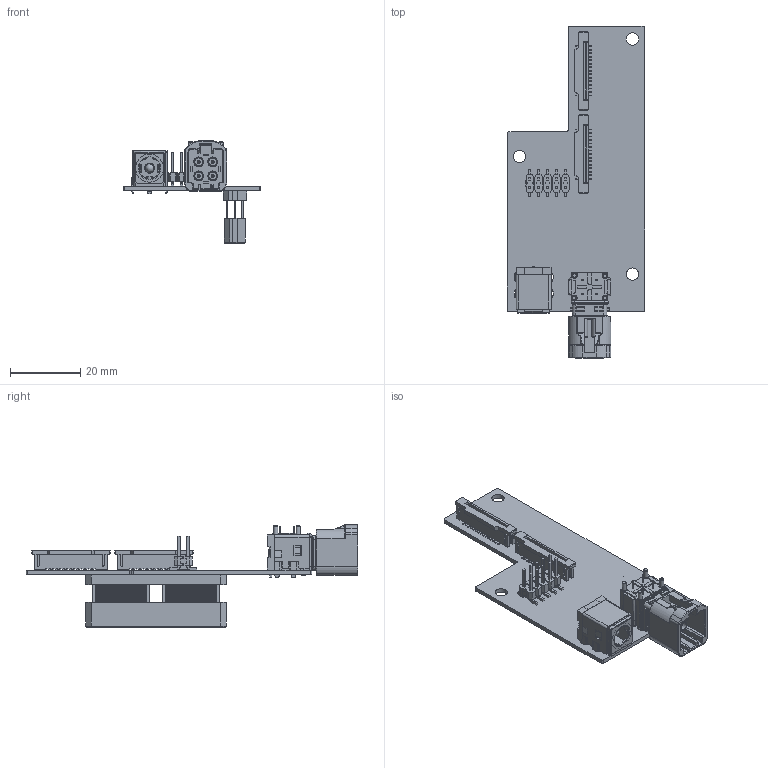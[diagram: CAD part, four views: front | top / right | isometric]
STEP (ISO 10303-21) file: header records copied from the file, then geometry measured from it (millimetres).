
FILE_DESCRIPTION(/* description */ (''),/* implementation_level */ '2;1');
FILE_NAME(/* name */ 'Capture card GMSL.step',/* time_stamp */ '2023-04-19T10:15:10+02:00',/* author */ (''),/* organization */ (''),/* preprocessor_version */ 'ST-DEVELOPER v19.2',/* originating_system */ 'Autodesk Translation Framework v12.4.0.73',/* authorisation */ '');
FILE_SCHEMA (('AUTOMOTIVE_DESIGN { 1 0 10303 214 3 1 1 }'));
Products named in the file (27): Capture card GMSL; E3653_A03_ALLEGRO_PCB; CUI_DEVICES_PJ-082BH_ASM; CUI_DEVICES_PJ-082BH_1_ASM; PJ-082BH3-2-1-SOLID1; PJ-082BH8-2-1-SOLID1; PJ-082BH1-2-1-SOLID1; PJ-082BH2-2-1-SOLID1; PJ-082BH10-2-1-SOLID1; PJ-082BH11-2-1-SOLID1; PJ-082BH6-2-1-SOLID1; PJ-082BH7-2-1-SOLID1; PJ-082BH5-2-1-SOLID1; PJ-082BH12-2-1-SOLID1; PJ-082BH9-2-1-SOLID1; PJ-082BH4-2-1-SOLID1; C-1-1734248-5-E-3D; TSM-105-01-T-DV_ASM; TSM-105-01-T-DV_1_ASM; T-1S6-16_-01-5-DV_; TSM-105-01-DV_BODY; C-1-2304168-9-B-3D; QTH-060-04-H-D-A-TR; LTQTH-060-04-H-D-A_lower_terminal; T-1G1-04_imp; T-1S60-04(-060-04-D)_pin; TQTH-060-04-H-D-A-TR_terminal
Assembly tree (29 placements, depth 4):
  Capture card GMSL
    E3653_A03_ALLEGRO_PCB
    CUI_DEVICES_PJ-082BH_ASM
      CUI_DEVICES_PJ-082BH_1_ASM
        PJ-082BH3-2-1-SOLID1
        PJ-082BH8-2-1-SOLID1
        PJ-082BH1-2-1-SOLID1
        PJ-082BH2-2-1-SOLID1
        PJ-082BH10-2-1-SOLID1
        PJ-082BH11-2-1-SOLID1
        PJ-082BH6-2-1-SOLID1
        PJ-082BH7-2-1-SOLID1
        PJ-082BH5-2-1-SOLID1
        PJ-082BH12-2-1-SOLID1
        PJ-082BH9-2-1-SOLID1
        PJ-082BH4-2-1-SOLID1
    C-1-1734248-5-E-3D  x2
    TSM-105-01-T-DV_ASM
      TSM-105-01-T-DV_1_ASM
        T-1S6-16_-01-5-DV_
        TSM-105-01-DV_BODY
    C-1-2304168-9-B-3D
    QTH-060-04-H-D-A-TR
      LTQTH-060-04-H-D-A_lower_terminal
      T-1G1-04_imp  x2
      T-1S60-04(-060-04-D)_pin  x2
      TQTH-060-04-H-D-A-TR_terminal
Bounding box: 39.2 x 94.62 x 29.09 mm (x, y, z)
Volume: 8970.2 mm3; surface area: 18676.9 mm2
Topology: 24 solids, 24 shells, 5570 faces, 16193 edges, 10659 vertices
Faces by surface type: plane 4828, cylinder 514, torus 88, bspline 62, cone 54, sphere 24
Full cylindrical faces by diameter (mm): 0.889 x2, 1 x4, 1.2 x6, 1.35 x1, 1.5 x1, 1.6 x4, 2 x1, 2.2 x4, 2.3 x1, 2.4 x1, 2.8 x6, 2.85 x2, 3.5 x3
Entity records: 137173 total; most frequent: CARTESIAN_POINT 32595, ORIENTED_EDGE 22572, DIRECTION 20216, EDGE_CURVE 11286, LINE 9878, VECTOR 9878, VERTEX_POINT 7409, AXIS2_PLACEMENT_3D 5169
